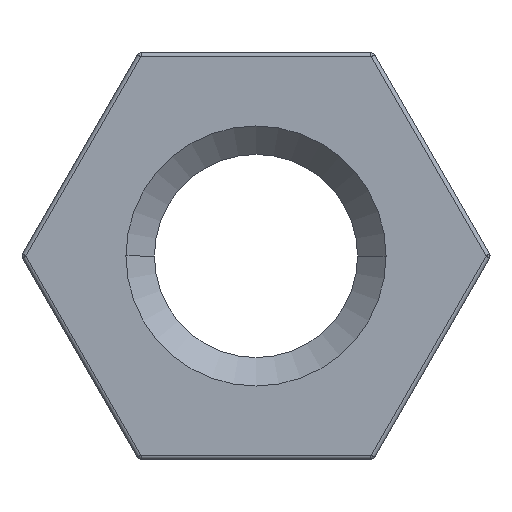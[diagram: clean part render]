
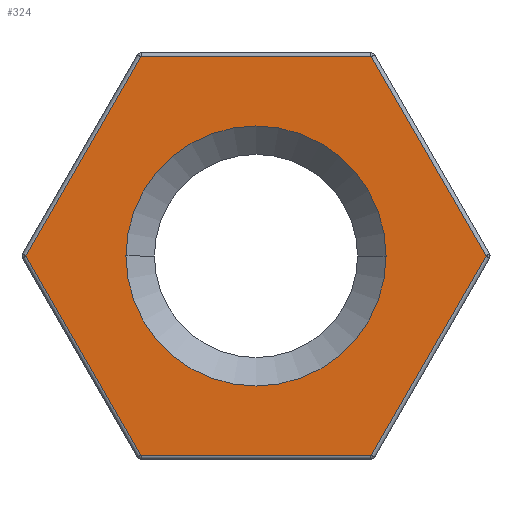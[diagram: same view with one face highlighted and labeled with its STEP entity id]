
A CAD part, left-side view. The second image highlights one B-rep face of the part: STEP entity #324.
In plain terms, the highlighted planar face has unit normal (-1, 0, 0).
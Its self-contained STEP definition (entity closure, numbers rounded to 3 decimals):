
#27 = FACE_OUTER_BOUND ( 'NONE', #900, .T. ) ;
#34 = FACE_BOUND ( 'NONE', #506, .T. ) ;
#35 = EDGE_CURVE ( 'NONE', #835, #844, #427, .T. ) ;
#86 = VECTOR ( 'NONE', #1010, 1000. ) ;
#88 = DIRECTION ( 'NONE',  ( 0., 1., 0. ) ) ;
#93 = LINE ( 'NONE', #1014, #86 ) ;
#96 = EDGE_CURVE ( 'NONE', #854, #546, #344, .T. ) ;
#98 = DIRECTION ( 'NONE',  ( 0., -0.5, 0.866 ) ) ;
#118 = VECTOR ( 'NONE', #1101, 1000. ) ;
#127 = LINE ( 'NONE', #1016, #118 ) ;
#128 = CARTESIAN_POINT ( 'NONE',  ( 0., -4.244, -2.45 ) ) ;
#142 = AXIS2_PLACEMENT_3D ( 'NONE', #428, #435, #490 ) ;
#144 = VECTOR ( 'NONE', #152, 1000. ) ;
#147 = EDGE_CURVE ( 'NONE', #844, #835, #255, .T. ) ;
#152 = DIRECTION ( 'NONE',  ( 0., 0.5, -0.866 ) ) ;
#157 = LINE ( 'NONE', #1032, #144 ) ;
#158 = EDGE_CURVE ( 'NONE', #930, #809, #242, .T. ) ;
#170 = EDGE_CURVE ( 'NONE', #666, #854, #204, .T. ) ;
#183 = DIRECTION ( 'NONE',  ( 1., 0., 0. ) ) ;
#200 = VECTOR ( 'NONE', #98, 1000. ) ;
#204 = LINE ( 'NONE', #128, #200 ) ;
#205 = CARTESIAN_POINT ( 'NONE',  ( 0., 0., 0. ) ) ;
#210 = EDGE_CURVE ( 'NONE', #561, #930, #157, .T. ) ;
#222 = EDGE_CURVE ( 'NONE', #546, #561, #127, .T. ) ;
#228 = VECTOR ( 'NONE', #513, 1000. ) ;
#236 = EDGE_CURVE ( 'NONE', #809, #666, #93, .T. ) ;
#242 = LINE ( 'NONE', #325, #228 ) ;
#255 = CIRCLE ( 'NONE', #967, 3.2 ) ;
#285 = DIRECTION ( 'NONE',  ( 0., 1., 0. ) ) ;
#324 = ADVANCED_FACE ( 'NONE', ( #27, #34 ), #555, .F. ) ;
#325 = CARTESIAN_POINT ( 'NONE',  ( 0., 4.244, -2.45 ) ) ;
#336 = VECTOR ( 'NONE', #1156, 1000. ) ;
#343 = DIRECTION ( 'NONE',  ( 1., 0., 0. ) ) ;
#344 = LINE ( 'NONE', #562, #336 ) ;
#377 = CARTESIAN_POINT ( 'NONE',  ( 0., 0., 0. ) ) ;
#390 = AXIS2_PLACEMENT_3D ( 'NONE', #205, #183, #88 ) ;
#427 = CIRCLE ( 'NONE', #390, 3.2 ) ;
#428 = CARTESIAN_POINT ( 'NONE',  ( 0., 0., 0. ) ) ;
#435 = DIRECTION ( 'NONE',  ( 1., 0., 0. ) ) ;
#490 = DIRECTION ( 'NONE',  ( 0., 1., 0. ) ) ;
#502 = ORIENTED_EDGE ( 'NONE', *, *, #35, .T. ) ;
#506 = EDGE_LOOP ( 'NONE', ( #865, #502 ) ) ;
#513 = DIRECTION ( 'NONE',  ( 0., -0.5, -0.866 ) ) ;
#543 = ORIENTED_EDGE ( 'NONE', *, *, #236, .T. ) ;
#546 = VERTEX_POINT ( 'NONE', #594 ) ;
#555 = PLANE ( 'NONE',  #142 ) ;
#561 = VERTEX_POINT ( 'NONE', #713 ) ;
#562 = CARTESIAN_POINT ( 'NONE',  ( 0., -4.244, 2.45 ) ) ;
#594 = CARTESIAN_POINT ( 'NONE',  ( 0., -2.829, 4.9 ) ) ;
#666 = VERTEX_POINT ( 'NONE', #1152 ) ;
#713 = CARTESIAN_POINT ( 'NONE',  ( 0., 2.829, 4.9 ) ) ;
#739 = ORIENTED_EDGE ( 'NONE', *, *, #170, .T. ) ;
#774 = ORIENTED_EDGE ( 'NONE', *, *, #210, .T. ) ;
#809 = VERTEX_POINT ( 'NONE', #1253 ) ;
#835 = VERTEX_POINT ( 'NONE', #1002 ) ;
#844 = VERTEX_POINT ( 'NONE', #1020 ) ;
#854 = VERTEX_POINT ( 'NONE', #1015 ) ;
#865 = ORIENTED_EDGE ( 'NONE', *, *, #147, .T. ) ;
#900 = EDGE_LOOP ( 'NONE', ( #937, #1167, #774, #908, #543, #739 ) ) ;
#908 = ORIENTED_EDGE ( 'NONE', *, *, #158, .T. ) ;
#930 = VERTEX_POINT ( 'NONE', #1070 ) ;
#937 = ORIENTED_EDGE ( 'NONE', *, *, #96, .T. ) ;
#967 = AXIS2_PLACEMENT_3D ( 'NONE', #377, #343, #285 ) ;
#1002 = CARTESIAN_POINT ( 'NONE',  ( 0., -3.2, 0. ) ) ;
#1010 = DIRECTION ( 'NONE',  ( 0., -1., 0. ) ) ;
#1014 = CARTESIAN_POINT ( 'NONE',  ( 0., 0., -4.9 ) ) ;
#1015 = CARTESIAN_POINT ( 'NONE',  ( 0., -5.658, 0. ) ) ;
#1016 = CARTESIAN_POINT ( 'NONE',  ( 0., 0., 4.9 ) ) ;
#1020 = CARTESIAN_POINT ( 'NONE',  ( 0., 3.2, 0. ) ) ;
#1032 = CARTESIAN_POINT ( 'NONE',  ( 0., 4.244, 2.45 ) ) ;
#1070 = CARTESIAN_POINT ( 'NONE',  ( 0., 5.658, 0. ) ) ;
#1101 = DIRECTION ( 'NONE',  ( 0., 1., 0. ) ) ;
#1152 = CARTESIAN_POINT ( 'NONE',  ( 0., -2.829, -4.9 ) ) ;
#1156 = DIRECTION ( 'NONE',  ( 0., 0.5, 0.866 ) ) ;
#1167 = ORIENTED_EDGE ( 'NONE', *, *, #222, .T. ) ;
#1253 = CARTESIAN_POINT ( 'NONE',  ( 0., 2.829, -4.9 ) ) ;
